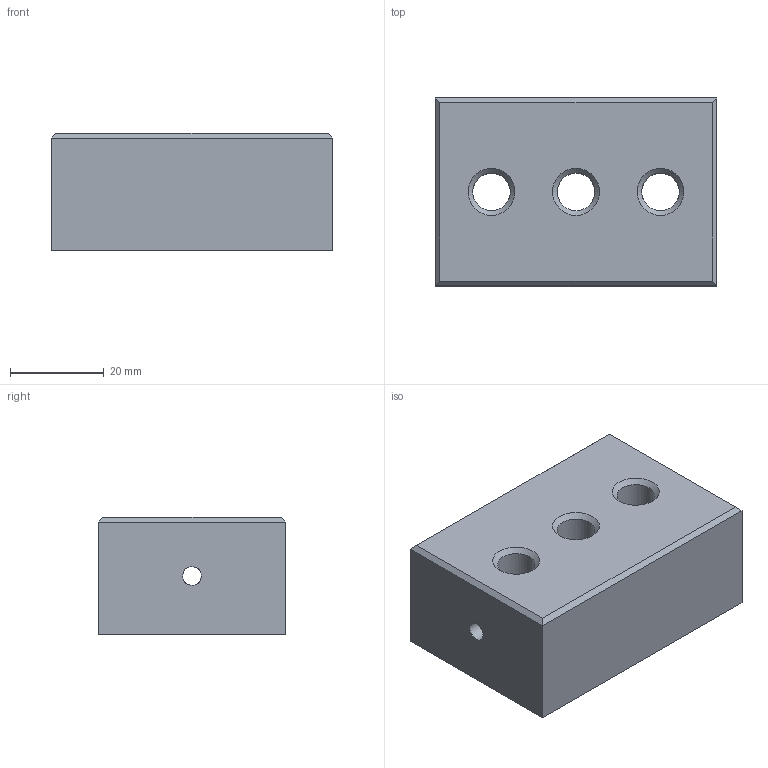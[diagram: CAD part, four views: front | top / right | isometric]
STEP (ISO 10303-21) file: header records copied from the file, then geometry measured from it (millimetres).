
FILE_DESCRIPTION(('Open CASCADE Model'),'2;1');
FILE_NAME('Open CASCADE Shape Model','2026-02-28T16:40:59',('Author'),( 'Open CASCADE'),'Open CASCADE STEP processor 7.8','Open CASCADE 7.8' ,'Unknown');
FILE_SCHEMA(('AUTOMOTIVE_DESIGN { 1 0 10303 214 1 1 1 1 }'));
Length unit declared in the file: millimetre
Products named in the file (1): Open CASCADE STEP translator 7.8 10
Bounding box: 60 x 40 x 25 mm (x, y, z)
Volume: 55628.4 mm3; surface area: 11593.4 mm2
Topology: 1 solids, 1 shells, 20 faces, 53 edges, 32 vertices
Faces by surface type: plane 10, cylinder 7, cone 3
Full cylindrical faces by diameter (mm): 4 x4, 8 x3
Entity records: 3327 total; most frequent: CARTESIAN_POINT 2270, DIRECTION 179, LINE 107, VECTOR 107, ORIENTED_EDGE 106, PCURVE 106, DEFINITIONAL_REPRESENTATION 106, EDGE_CURVE 53
